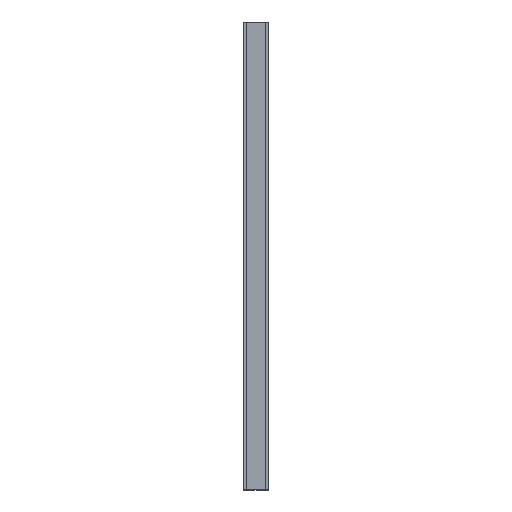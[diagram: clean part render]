
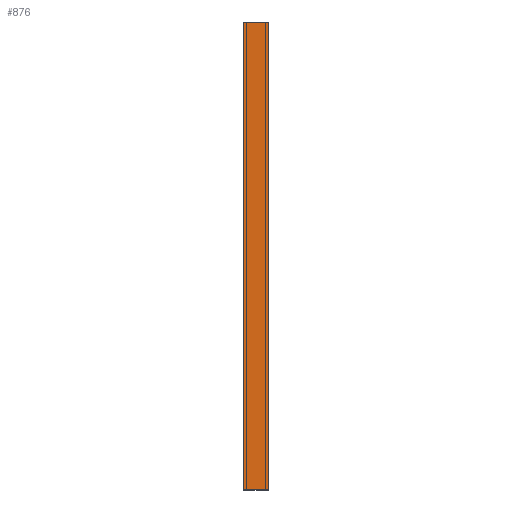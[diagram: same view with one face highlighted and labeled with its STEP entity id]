
A CAD part, front view. The second image highlights one B-rep face of the part: STEP entity #876.
In plain terms, the highlighted planar face has unit normal (0, -1, 0).
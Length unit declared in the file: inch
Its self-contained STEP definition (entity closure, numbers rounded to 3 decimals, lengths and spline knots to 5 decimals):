
#100=FACE_OUTER_BOUND('',#149,.T.);
#149=EDGE_LOOP('',(#619,#620,#621,#622));
#227=LINE('',#1284,#323);
#235=LINE('',#1300,#331);
#236=LINE('',#1302,#332);
#237=LINE('',#1303,#333);
#323=VECTOR('',#1043,1.25);
#331=VECTOR('',#1053,24.);
#332=VECTOR('',#1054,1.25);
#333=VECTOR('',#1055,24.);
#419=VERTEX_POINT('',#1282);
#420=VERTEX_POINT('',#1283);
#427=VERTEX_POINT('',#1299);
#428=VERTEX_POINT('',#1301);
#499=EDGE_CURVE('',#419,#420,#227,.T.);
#507=EDGE_CURVE('',#427,#419,#235,.T.);
#508=EDGE_CURVE('',#427,#428,#236,.T.);
#509=EDGE_CURVE('',#428,#420,#237,.T.);
#619=ORIENTED_EDGE('',*,*,#499,.F.);
#620=ORIENTED_EDGE('',*,*,#507,.F.);
#621=ORIENTED_EDGE('',*,*,#508,.T.);
#622=ORIENTED_EDGE('',*,*,#509,.T.);
#836=PLANE('',#967);
#876=ADVANCED_FACE('',(#100),#836,.T.);
#967=AXIS2_PLACEMENT_3D('',#1298,#1051,#1052);
#1043=DIRECTION('',(-1.,0.,0.));
#1051=DIRECTION('center_axis',(0.,-1.,0.));
#1052=DIRECTION('ref_axis',(1.,0.,0.));
#1053=DIRECTION('',(0.,0.,-1.));
#1054=DIRECTION('',(-1.,0.,0.));
#1055=DIRECTION('',(0.,0.,-1.));
#1282=CARTESIAN_POINT('',(1.25,0.,0.));
#1283=CARTESIAN_POINT('',(0.,0.,0.));
#1284=CARTESIAN_POINT('',(1.25,0.,0.));
#1298=CARTESIAN_POINT('Origin',(0.,0.,0.));
#1299=CARTESIAN_POINT('',(1.25,0.,24.));
#1300=CARTESIAN_POINT('',(1.25,0.,24.));
#1301=CARTESIAN_POINT('',(0.,0.,24.));
#1302=CARTESIAN_POINT('',(1.25,0.,24.));
#1303=CARTESIAN_POINT('',(0.,0.,24.));
